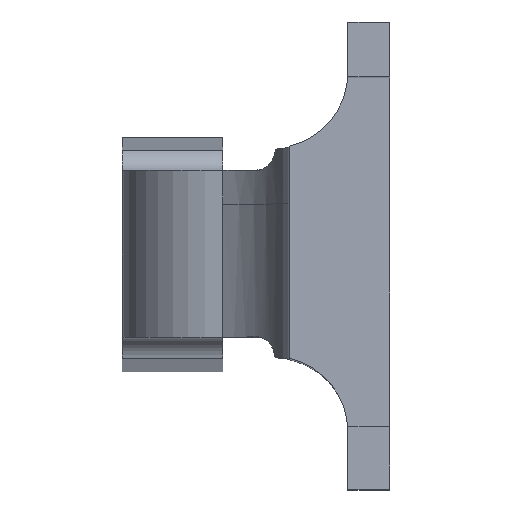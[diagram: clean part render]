
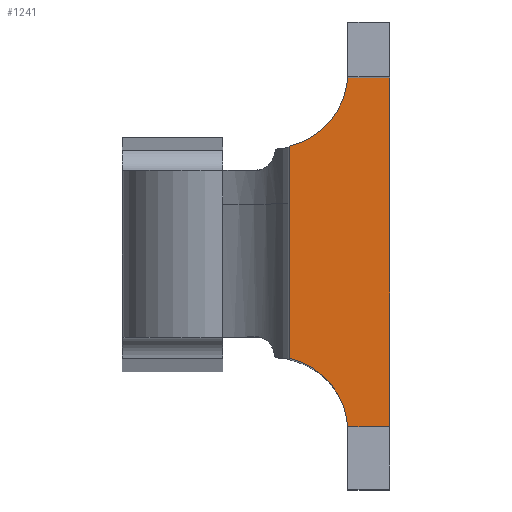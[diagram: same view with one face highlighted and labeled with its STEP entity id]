
A CAD part, top view. The second image highlights one B-rep face of the part: STEP entity #1241.
In plain terms, the highlighted planar face has unit normal (0, 0.003, 1).
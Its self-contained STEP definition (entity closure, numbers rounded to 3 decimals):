
#54=CIRCLE('',#1289,9.);
#55=CIRCLE('',#1291,9.);
#179=FACE_OUTER_BOUND('',#261,.T.);
#261=EDGE_LOOP('',(#1107,#1108,#1109,#1110,#1111,#1112,#1113,#1114));
#345=LINE('',#2058,#460);
#352=LINE('',#2072,#467);
#358=LINE('',#2083,#473);
#361=LINE('',#2089,#476);
#377=LINE('',#2138,#492);
#378=LINE('',#2140,#493);
#460=VECTOR('',#1610,10.);
#467=VECTOR('',#1619,10.);
#473=VECTOR('',#1627,10.);
#476=VECTOR('',#1634,10.);
#492=VECTOR('',#1700,10.);
#493=VECTOR('',#1703,10.);
#536=VERTEX_POINT('',#1856);
#537=VERTEX_POINT('',#1858);
#542=VERTEX_POINT('',#1886);
#543=VERTEX_POINT('',#1888);
#596=VERTEX_POINT('',#2056);
#601=VERTEX_POINT('',#2069);
#602=VERTEX_POINT('',#2071);
#607=VERTEX_POINT('',#2088);
#660=EDGE_CURVE('',#537,#536,#54,.F.);
#666=EDGE_CURVE('',#542,#543,#55,.T.);
#748=EDGE_CURVE('',#596,#536,#345,.T.);
#755=EDGE_CURVE('',#601,#602,#352,.F.);
#761=EDGE_CURVE('',#602,#596,#358,.T.);
#764=EDGE_CURVE('',#607,#601,#361,.T.);
#786=EDGE_CURVE('',#537,#542,#377,.T.);
#787=EDGE_CURVE('',#543,#607,#378,.T.);
#1107=ORIENTED_EDGE('',*,*,#786,.F.);
#1108=ORIENTED_EDGE('',*,*,#660,.T.);
#1109=ORIENTED_EDGE('',*,*,#748,.F.);
#1110=ORIENTED_EDGE('',*,*,#761,.F.);
#1111=ORIENTED_EDGE('',*,*,#755,.F.);
#1112=ORIENTED_EDGE('',*,*,#764,.F.);
#1113=ORIENTED_EDGE('',*,*,#787,.F.);
#1114=ORIENTED_EDGE('',*,*,#666,.F.);
#1178=PLANE('',#1370);
#1241=ADVANCED_FACE('',(#179),#1178,.F.);
#1289=AXIS2_PLACEMENT_3D('',#1859,#1454,#1455);
#1291=AXIS2_PLACEMENT_3D('',#1889,#1460,#1461);
#1370=AXIS2_PLACEMENT_3D('',#2139,#1701,#1702);
#1454=DIRECTION('center_axis',(0.,0.003,
1.));
#1455=DIRECTION('ref_axis',(0.707,0.707,-0.002));
#1460=DIRECTION('center_axis',(0.,0.003,
1.));
#1461=DIRECTION('ref_axis',(0.707,-0.707,0.002));
#1610=DIRECTION('',(0.,-1.,0.003));
#1619=DIRECTION('',(0.,1.,-0.003));
#1627=DIRECTION('',(-1.,0.,0.));
#1634=DIRECTION('',(1.,0.,0.));
#1700=DIRECTION('',(0.,1.,-0.003));
#1701=DIRECTION('center_axis',(0.,-0.003,
-1.));
#1702=DIRECTION('ref_axis',(-1.,0.,0.));
#1703=DIRECTION('',(0.,-1.,0.003));
#1856=CARTESIAN_POINT('',(-17.85,-10.919,184.322));
#1858=CARTESIAN_POINT('',(-24.85,-2.144,184.298));
#1859=CARTESIAN_POINT('Origin',(-26.85,-10.919,184.322));
#1886=CARTESIAN_POINT('',(-24.85,23.294,184.231));
#1888=CARTESIAN_POINT('',(-17.85,32.069,184.207));
#1889=CARTESIAN_POINT('Origin',(-26.85,32.069,184.207));
#2056=CARTESIAN_POINT('',(-17.85,-10.381,184.32));
#2058=CARTESIAN_POINT('',(-17.85,4.328,184.281));
#2069=CARTESIAN_POINT('',(-12.85,31.465,184.209));
#2071=CARTESIAN_POINT('',(-12.85,-10.381,184.32));
#2072=CARTESIAN_POINT('',(-12.85,10.579,184.265));
#2083=CARTESIAN_POINT('',(-15.85,-10.381,184.32));
#2088=CARTESIAN_POINT('',(-17.85,31.465,184.209));
#2089=CARTESIAN_POINT('',(-15.85,31.465,184.209));
#2138=CARTESIAN_POINT('',(-24.85,16.822,184.248));
#2139=CARTESIAN_POINT('Origin',(-18.85,10.575,184.265));
#2140=CARTESIAN_POINT('',(-17.85,16.822,184.248));
